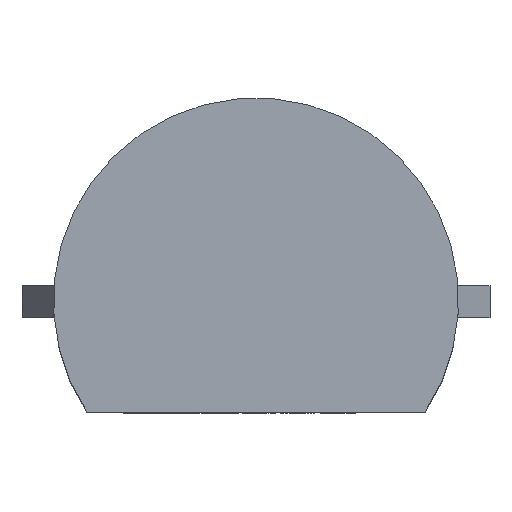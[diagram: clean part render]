
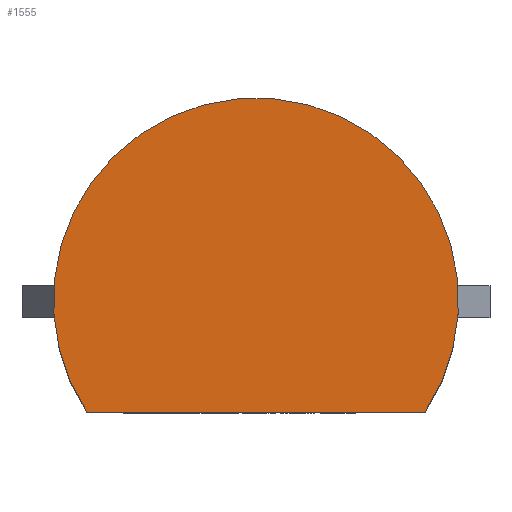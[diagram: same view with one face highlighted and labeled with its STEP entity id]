
A CAD part, top view. The second image highlights one B-rep face of the part: STEP entity #1555.
In plain terms, the highlighted planar face has unit normal (0, 0, 1).
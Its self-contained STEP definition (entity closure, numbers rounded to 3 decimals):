
#24 = VERTEX_POINT('',#25);
#25 = CARTESIAN_POINT('',(-2.016,-1.33,7.3));
#31 = EDGE_CURVE('',#24,#32,#34,.T.);
#32 = VERTEX_POINT('',#33);
#33 = CARTESIAN_POINT('',(2.016,-1.33,7.3));
#34 = LINE('',#35,#36);
#35 = CARTESIAN_POINT('',(-2.016,-1.33,7.3));
#36 = VECTOR('',#37,1.);
#37 = DIRECTION('',(1.,0.,0.));
#1431 = EDGE_CURVE('',#32,#24,#1432,.T.);
#1432 = CIRCLE('',#1433,2.415);
#1433 = AXIS2_PLACEMENT_3D('',#1434,#1435,#1436);
#1434 = CARTESIAN_POINT('',(0.,0.,7.3));
#1435 = DIRECTION('',(0.,0.,1.));
#1436 = DIRECTION('',(1.,0.,0.));
#1555 = ADVANCED_FACE('',(#1556),#1560,.F.);
#1556 = FACE_BOUND('',#1557,.T.);
#1557 = EDGE_LOOP('',(#1558,#1559));
#1558 = ORIENTED_EDGE('',*,*,#31,.T.);
#1559 = ORIENTED_EDGE('',*,*,#1431,.T.);
#1560 = PLANE('',#1561);
#1561 = AXIS2_PLACEMENT_3D('',#1562,#1563,#1564);
#1562 = CARTESIAN_POINT('',(-2.016,-1.33,7.3));
#1563 = DIRECTION('',(0.,0.,-1.));
#1564 = DIRECTION('',(-1.,0.,0.));
